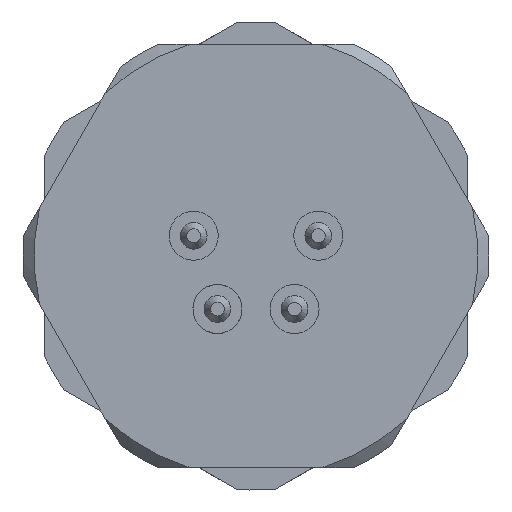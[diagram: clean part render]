
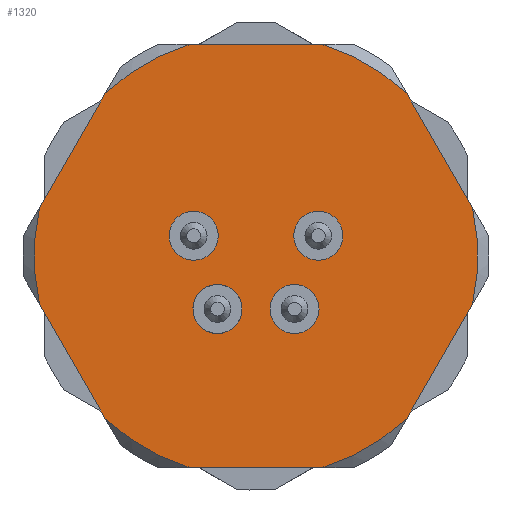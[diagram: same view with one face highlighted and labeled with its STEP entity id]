
A CAD part, front view. The second image highlights one B-rep face of the part: STEP entity #1320.
In plain terms, the highlighted planar face has unit normal (0, -1, 0).
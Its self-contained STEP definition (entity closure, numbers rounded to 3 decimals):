
#605=LINE('',#8328,#923);
#609=LINE('',#8333,#927);
#613=LINE('',#8338,#931);
#617=LINE('',#8343,#935);
#621=LINE('',#8348,#939);
#625=LINE('',#8353,#943);
#923=VECTOR('',#5843,1.);
#927=VECTOR('',#5849,1.);
#931=VECTOR('',#5855,1.);
#935=VECTOR('',#5861,1.);
#939=VECTOR('',#5867,1.);
#943=VECTOR('',#5873,1.);
#1067=FACE_BOUND('',#1949,.T.);
#1068=FACE_BOUND('',#1950,.T.);
#1069=FACE_BOUND('',#1951,.T.);
#1070=FACE_BOUND('',#1952,.T.);
#1071=FACE_BOUND('',#1953,.T.);
#1320=ADVANCED_FACE('',(#1067,#1068,#1069,#1070,#1071),#1438,.F.);
#1438=PLANE('',#4806);
#1949=EDGE_LOOP('',(#3164,#3165,#3166,#3167,#3168,#3169,#3170,#3171,#3172,
#3173,#3174,#3175));
#1950=EDGE_LOOP('',(#3176));
#1951=EDGE_LOOP('',(#3177));
#1952=EDGE_LOOP('',(#3178));
#1953=EDGE_LOOP('',(#3179));
#3164=ORIENTED_EDGE('',*,*,#4225,.F.);
#3165=ORIENTED_EDGE('',*,*,#4177,.F.);
#3166=ORIENTED_EDGE('',*,*,#4229,.F.);
#3167=ORIENTED_EDGE('',*,*,#4181,.F.);
#3168=ORIENTED_EDGE('',*,*,#4233,.F.);
#3169=ORIENTED_EDGE('',*,*,#4185,.F.);
#3170=ORIENTED_EDGE('',*,*,#4237,.F.);
#3171=ORIENTED_EDGE('',*,*,#4189,.F.);
#3172=ORIENTED_EDGE('',*,*,#4241,.F.);
#3173=ORIENTED_EDGE('',*,*,#4193,.F.);
#3174=ORIENTED_EDGE('',*,*,#4245,.F.);
#3175=ORIENTED_EDGE('',*,*,#4197,.F.);
#3176=ORIENTED_EDGE('',*,*,#4033,.F.);
#3177=ORIENTED_EDGE('',*,*,#4038,.F.);
#3178=ORIENTED_EDGE('',*,*,#4043,.F.);
#3179=ORIENTED_EDGE('',*,*,#4028,.F.);
#3471=VERTEX_POINT('',#7758);
#3476=VERTEX_POINT('',#7773);
#3481=VERTEX_POINT('',#7788);
#3486=VERTEX_POINT('',#7803);
#3581=VERTEX_POINT('',#8151);
#3583=VERTEX_POINT('',#8154);
#3585=VERTEX_POINT('',#8166);
#3587=VERTEX_POINT('',#8169);
#3589=VERTEX_POINT('',#8181);
#3591=VERTEX_POINT('',#8184);
#3593=VERTEX_POINT('',#8196);
#3595=VERTEX_POINT('',#8199);
#3597=VERTEX_POINT('',#8211);
#3599=VERTEX_POINT('',#8214);
#3601=VERTEX_POINT('',#8226);
#3603=VERTEX_POINT('',#8229);
#4028=EDGE_CURVE('',#3471,#3471,#4334,.T.);
#4033=EDGE_CURVE('',#3476,#3476,#4339,.T.);
#4038=EDGE_CURVE('',#3481,#3481,#4344,.T.);
#4043=EDGE_CURVE('',#3486,#3486,#4349,.T.);
#4177=EDGE_CURVE('',#3581,#3583,#4398,.T.);
#4181=EDGE_CURVE('',#3585,#3587,#4400,.T.);
#4185=EDGE_CURVE('',#3589,#3591,#4402,.T.);
#4189=EDGE_CURVE('',#3593,#3595,#4404,.T.);
#4193=EDGE_CURVE('',#3597,#3599,#4406,.T.);
#4197=EDGE_CURVE('',#3601,#3603,#4408,.T.);
#4225=EDGE_CURVE('',#3583,#3601,#605,.T.);
#4229=EDGE_CURVE('',#3587,#3581,#609,.T.);
#4233=EDGE_CURVE('',#3591,#3585,#613,.T.);
#4237=EDGE_CURVE('',#3595,#3589,#617,.T.);
#4241=EDGE_CURVE('',#3599,#3593,#621,.T.);
#4245=EDGE_CURVE('',#3603,#3597,#625,.T.);
#4334=CIRCLE('',#4632,1.1);
#4339=CIRCLE('',#4642,1.1);
#4344=CIRCLE('',#4652,1.1);
#4349=CIRCLE('',#4662,1.1);
#4398=CIRCLE('',#4756,9.95);
#4400=CIRCLE('',#4759,9.95);
#4402=CIRCLE('',#4762,9.95);
#4404=CIRCLE('',#4765,9.95);
#4406=CIRCLE('',#4768,9.95);
#4408=CIRCLE('',#4771,9.95);
#4632=AXIS2_PLACEMENT_3D('',#7757,#5456,#5457);
#4642=AXIS2_PLACEMENT_3D('',#7772,#5476,#5477);
#4652=AXIS2_PLACEMENT_3D('',#7787,#5496,#5497);
#4662=AXIS2_PLACEMENT_3D('',#7802,#5516,#5517);
#4756=AXIS2_PLACEMENT_3D('',#8153,#5770,#5771);
#4759=AXIS2_PLACEMENT_3D('',#8168,#5776,#5777);
#4762=AXIS2_PLACEMENT_3D('',#8183,#5782,#5783);
#4765=AXIS2_PLACEMENT_3D('',#8198,#5788,#5789);
#4768=AXIS2_PLACEMENT_3D('',#8213,#5794,#5795);
#4771=AXIS2_PLACEMENT_3D('',#8228,#5800,#5801);
#4806=AXIS2_PLACEMENT_3D('',#8366,#5894,#5895);
#5456=DIRECTION('',(0.,-1.,0.));
#5457=DIRECTION('',(0.,0.,1.));
#5476=DIRECTION('',(0.,-1.,0.));
#5477=DIRECTION('',(0.,0.,1.));
#5496=DIRECTION('',(0.,-1.,0.));
#5497=DIRECTION('',(0.,0.,1.));
#5516=DIRECTION('',(0.,-1.,0.));
#5517=DIRECTION('',(0.,0.,1.));
#5770=DIRECTION('',(0.,1.,0.));
#5771=DIRECTION('',(0.,0.,1.));
#5776=DIRECTION('',(0.,1.,0.));
#5777=DIRECTION('',(0.,0.,1.));
#5782=DIRECTION('',(0.,1.,0.));
#5783=DIRECTION('',(0.,0.,1.));
#5788=DIRECTION('',(0.,1.,0.));
#5789=DIRECTION('',(0.,0.,1.));
#5794=DIRECTION('',(0.,1.,0.));
#5795=DIRECTION('',(0.,0.,1.));
#5800=DIRECTION('',(0.,1.,0.));
#5801=DIRECTION('',(0.,0.,1.));
#5843=DIRECTION('',(1.,0.,0.));
#5849=DIRECTION('',(0.5,0.,0.866));
#5855=DIRECTION('',(-0.5,0.,0.866));
#5861=DIRECTION('',(-1.,0.,0.));
#5867=DIRECTION('',(-0.5,0.,-0.866));
#5873=DIRECTION('',(0.5,0.,-0.866));
#5894=DIRECTION('',(0.,1.,0.));
#5895=DIRECTION('',(0.,0.,1.));
#7757=CARTESIAN_POINT('',(51.728,50.,-2.379));
#7758=CARTESIAN_POINT('',(51.728,50.,-1.279));
#7772=CARTESIAN_POINT('',(52.796,50.,0.909));
#7773=CARTESIAN_POINT('',(52.796,50.,2.009));
#7787=CARTESIAN_POINT('',(48.272,50.,-2.379));
#7788=CARTESIAN_POINT('',(48.272,50.,-1.279));
#7802=CARTESIAN_POINT('',(47.204,50.,0.909));
#7803=CARTESIAN_POINT('',(47.204,50.,2.009));
#8151=CARTESIAN_POINT('',(43.252,50.,7.312));
#8153=CARTESIAN_POINT('',(50.,50.,0.));
#8154=CARTESIAN_POINT('',(47.042,50.,9.5));
#8166=CARTESIAN_POINT('',(40.294,50.,-2.188));
#8168=CARTESIAN_POINT('',(50.,50.,0.));
#8169=CARTESIAN_POINT('',(40.294,50.,2.188));
#8181=CARTESIAN_POINT('',(47.042,50.,-9.5));
#8183=CARTESIAN_POINT('',(50.,50.,0.));
#8184=CARTESIAN_POINT('',(43.252,50.,-7.312));
#8196=CARTESIAN_POINT('',(56.748,50.,-7.312));
#8198=CARTESIAN_POINT('',(50.,50.,0.));
#8199=CARTESIAN_POINT('',(52.958,50.,-9.5));
#8211=CARTESIAN_POINT('',(59.706,50.,2.188));
#8213=CARTESIAN_POINT('',(50.,50.,0.));
#8214=CARTESIAN_POINT('',(59.706,50.,-2.188));
#8226=CARTESIAN_POINT('',(52.958,50.,9.5));
#8228=CARTESIAN_POINT('',(50.,50.,0.));
#8229=CARTESIAN_POINT('',(56.748,50.,7.312));
#8328=CARTESIAN_POINT('',(44.515,50.,9.5));
#8333=CARTESIAN_POINT('',(39.03,50.,0.));
#8338=CARTESIAN_POINT('',(44.515,50.,-9.5));
#8343=CARTESIAN_POINT('',(55.485,50.,-9.5));
#8348=CARTESIAN_POINT('',(60.97,50.,0.));
#8353=CARTESIAN_POINT('',(55.485,50.,9.5));
#8366=CARTESIAN_POINT('',(60.45,50.,0.));
